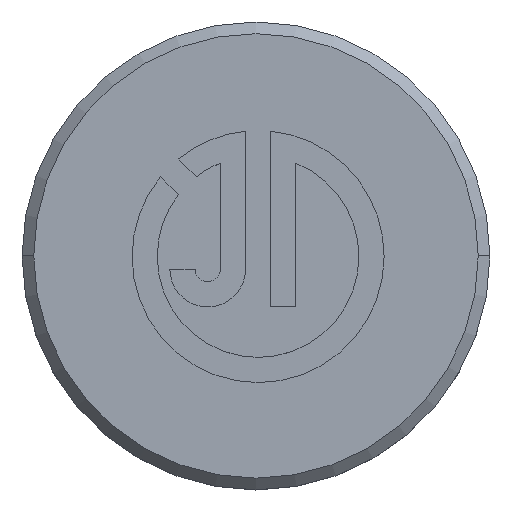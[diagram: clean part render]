
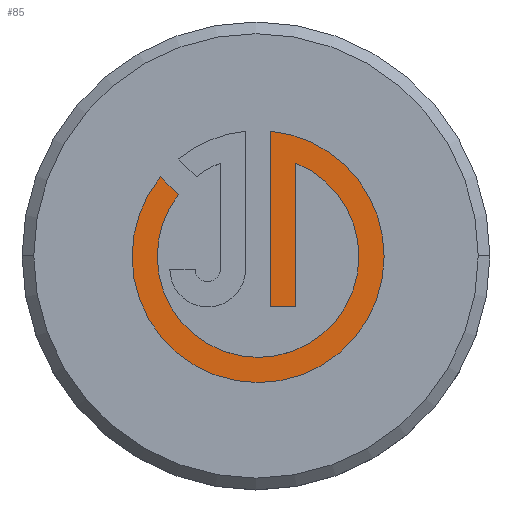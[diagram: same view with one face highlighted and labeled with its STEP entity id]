
A CAD part, top view. The second image highlights one B-rep face of the part: STEP entity #85.
In plain terms, the highlighted planar face has unit normal (0, 0, 1).
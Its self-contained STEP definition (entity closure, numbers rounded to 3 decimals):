
#56 = DIRECTION ( 'NONE',  ( -1., 0., 0. ) ) ;
#85 = ADVANCED_FACE ( 'NONE', ( #118 ), #2055, .T. ) ;
#87 = ORIENTED_EDGE ( 'NONE', *, *, #168, .T. ) ;
#111 = CARTESIAN_POINT ( 'NONE',  ( 0.88, -3.054, 139.9 ) ) ;
#117 = VERTEX_POINT ( 'NONE', #309 ) ;
#118 = FACE_OUTER_BOUND ( 'NONE', #220, .T. ) ;
#127 = CARTESIAN_POINT ( 'NONE',  ( 0.126, -0.037, 139.9 ) ) ;
#137 = CARTESIAN_POINT ( 'NONE',  ( 2.389, 0., 139.9 ) ) ;
#146 = CIRCLE ( 'NONE', #1006, 7.543 ) ;
#152 = ORIENTED_EDGE ( 'NONE', *, *, #1878, .T. ) ;
#168 = EDGE_CURVE ( 'NONE', #117, #1881, #437, .T. ) ;
#220 = EDGE_LOOP ( 'NONE', ( #594, #87, #399, #152, #1497, #1352, #1394, #813, #2390, #1438 ) ) ;
#304 = CARTESIAN_POINT ( 'NONE',  ( 0., -3.054, 139.9 ) ) ;
#309 = CARTESIAN_POINT ( 'NONE',  ( 6.16, -0.037, 139.9 ) ) ;
#335 = CARTESIAN_POINT ( 'NONE',  ( 0.126, -0.037, 139.9 ) ) ;
#399 = ORIENTED_EDGE ( 'NONE', *, *, #527, .T. ) ;
#437 = CIRCLE ( 'NONE', #2066, 6.034 ) ;
#495 = DIRECTION ( 'NONE',  ( -0.707, 0.707, 0. ) ) ;
#527 = EDGE_CURVE ( 'NONE', #1881, #1876, #1250, .T. ) ;
#534 = DIRECTION ( 'NONE',  ( 1., 0., 0. ) ) ;
#594 = ORIENTED_EDGE ( 'NONE', *, *, #2293, .T. ) ;
#676 = EDGE_CURVE ( 'NONE', #1918, #798, #1503, .T. ) ;
#732 = EDGE_CURVE ( 'NONE', #824, #1123, #2312, .T. ) ;
#761 = LINE ( 'NONE', #878, #1623 ) ;
#798 = VERTEX_POINT ( 'NONE', #916 ) ;
#801 = DIRECTION ( 'NONE',  ( 0., 0., -1. ) ) ;
#807 = VECTOR ( 'NONE', #495, 1000. ) ;
#813 = ORIENTED_EDGE ( 'NONE', *, *, #1958, .T. ) ;
#817 = CARTESIAN_POINT ( 'NONE',  ( 0.126, -0.037, 139.9 ) ) ;
#824 = VERTEX_POINT ( 'NONE', #2398 ) ;
#861 = DIRECTION ( 'NONE',  ( 0., 0., 1. ) ) ;
#878 = CARTESIAN_POINT ( 'NONE',  ( 0.88, 0., 139.9 ) ) ;
#879 = LINE ( 'NONE', #1787, #807 ) ;
#916 = CARTESIAN_POINT ( 'NONE',  ( 2.389, -3.054, 139.9 ) ) ;
#925 = CARTESIAN_POINT ( 'NONE',  ( 7.669, -0.037, 139.9 ) ) ;
#989 = DIRECTION ( 'NONE',  ( 0., 0., -1. ) ) ;
#1006 = AXIS2_PLACEMENT_3D ( 'NONE', #1969, #861, #2155 ) ;
#1071 = DIRECTION ( 'NONE',  ( 0., -1., 0. ) ) ;
#1083 = AXIS2_PLACEMENT_3D ( 'NONE', #2232, #1873, #1695 ) ;
#1095 = CARTESIAN_POINT ( 'NONE',  ( 0.126, -0.037, 139.9 ) ) ;
#1123 = VERTEX_POINT ( 'NONE', #1820 ) ;
#1172 = AXIS2_PLACEMENT_3D ( 'NONE', #335, #1638, #534 ) ;
#1182 = DIRECTION ( 'NONE',  ( 0., 0., -1. ) ) ;
#1191 = VERTEX_POINT ( 'NONE', #1751 ) ;
#1222 = CARTESIAN_POINT ( 'NONE',  ( -5.908, -0.037, 139.9 ) ) ;
#1250 = CIRCLE ( 'NONE', #1342, 6.034 ) ;
#1272 = DIRECTION ( 'NONE',  ( 1., 0., 0. ) ) ;
#1327 = VECTOR ( 'NONE', #1440, 1000. ) ;
#1342 = AXIS2_PLACEMENT_3D ( 'NONE', #127, #1182, #56 ) ;
#1352 = ORIENTED_EDGE ( 'NONE', *, *, #1717, .T. ) ;
#1394 = ORIENTED_EDGE ( 'NONE', *, *, #2009, .T. ) ;
#1403 = CARTESIAN_POINT ( 'NONE',  ( -4.641, 3.663, 139.9 ) ) ;
#1410 = CIRCLE ( 'NONE', #2409, 6.034 ) ;
#1412 = DIRECTION ( 'NONE',  ( 1., 0., 0. ) ) ;
#1434 = VERTEX_POINT ( 'NONE', #1474 ) ;
#1438 = ORIENTED_EDGE ( 'NONE', *, *, #1793, .T. ) ;
#1440 = DIRECTION ( 'NONE',  ( 0., 1., 0. ) ) ;
#1474 = CARTESIAN_POINT ( 'NONE',  ( 0.88, 7.468, 139.9 ) ) ;
#1497 = ORIENTED_EDGE ( 'NONE', *, *, #732, .T. ) ;
#1503 = LINE ( 'NONE', #304, #1934 ) ;
#1623 = VECTOR ( 'NONE', #1071, 1000. ) ;
#1638 = DIRECTION ( 'NONE',  ( 0., 0., 1. ) ) ;
#1695 = DIRECTION ( 'NONE',  ( 1., 0., 0. ) ) ;
#1717 = EDGE_CURVE ( 'NONE', #1123, #2040, #146, .T. ) ;
#1724 = DIRECTION ( 'NONE',  ( -1., 0., 0. ) ) ;
#1751 = CARTESIAN_POINT ( 'NONE',  ( 2.389, 5.557, 139.9 ) ) ;
#1787 = CARTESIAN_POINT ( 'NONE',  ( -4.641, 3.663, 139.9 ) ) ;
#1793 = EDGE_CURVE ( 'NONE', #798, #1191, #1839, .T. ) ;
#1820 = CARTESIAN_POINT ( 'NONE',  ( -7.417, -0.037, 139.9 ) ) ;
#1839 = LINE ( 'NONE', #137, #1327 ) ;
#1873 = DIRECTION ( 'NONE',  ( 0., 0., 1. ) ) ;
#1876 = VERTEX_POINT ( 'NONE', #1403 ) ;
#1878 = EDGE_CURVE ( 'NONE', #1876, #824, #879, .T. ) ;
#1881 = VERTEX_POINT ( 'NONE', #1222 ) ;
#1918 = VERTEX_POINT ( 'NONE', #111 ) ;
#1934 = VECTOR ( 'NONE', #1412, 1000. ) ;
#1958 = EDGE_CURVE ( 'NONE', #1434, #1918, #761, .T. ) ;
#1969 = CARTESIAN_POINT ( 'NONE',  ( 0.126, -0.037, 139.9 ) ) ;
#2005 = CIRCLE ( 'NONE', #2069, 7.543 ) ;
#2009 = EDGE_CURVE ( 'NONE', #2040, #1434, #2005, .T. ) ;
#2040 = VERTEX_POINT ( 'NONE', #925 ) ;
#2055 = PLANE ( 'NONE',  #1083 ) ;
#2066 = AXIS2_PLACEMENT_3D ( 'NONE', #817, #801, #1724 ) ;
#2069 = AXIS2_PLACEMENT_3D ( 'NONE', #1095, #2391, #1272 ) ;
#2087 = CARTESIAN_POINT ( 'NONE',  ( 0.126, -0.037, 139.9 ) ) ;
#2155 = DIRECTION ( 'NONE',  ( 1., 0., 0. ) ) ;
#2232 = CARTESIAN_POINT ( 'NONE',  ( 0., 0., 139.9 ) ) ;
#2275 = DIRECTION ( 'NONE',  ( -1., 0., 0. ) ) ;
#2293 = EDGE_CURVE ( 'NONE', #1191, #117, #1410, .T. ) ;
#2312 = CIRCLE ( 'NONE', #1172, 7.543 ) ;
#2390 = ORIENTED_EDGE ( 'NONE', *, *, #676, .T. ) ;
#2391 = DIRECTION ( 'NONE',  ( 0., 0., 1. ) ) ;
#2398 = CARTESIAN_POINT ( 'NONE',  ( -5.714, 4.737, 139.9 ) ) ;
#2409 = AXIS2_PLACEMENT_3D ( 'NONE', #2087, #989, #2275 ) ;
